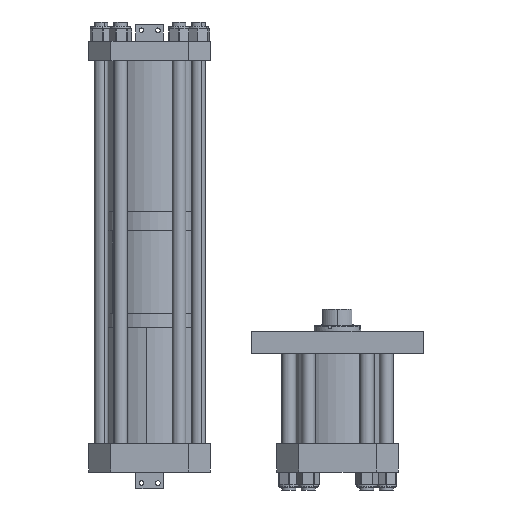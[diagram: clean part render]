
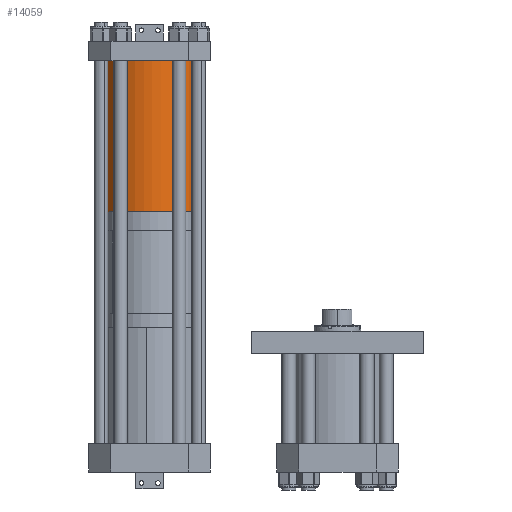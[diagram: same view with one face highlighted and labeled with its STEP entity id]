
A CAD part, front view. The second image highlights one B-rep face of the part: STEP entity #14059.
In plain terms, the highlighted cylindrical face has radius 114.3 mm (diameter 228.6 mm), a partial arc.
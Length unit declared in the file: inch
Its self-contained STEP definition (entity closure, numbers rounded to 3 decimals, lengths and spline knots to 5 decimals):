
#218 = VERTEX_POINT ( 'NONE', #9528 ) ;
#303 = CARTESIAN_POINT ( 'NONE',  ( 0., 0., 13.66 ) ) ;
#503 = AXIS2_PLACEMENT_3D ( 'NONE', #303, #3270, #12754 ) ;
#736 = EDGE_CURVE ( 'NONE', #11979, #6320, #5985, .T. ) ;
#839 = DIRECTION ( 'NONE',  ( 0., 0., -1. ) ) ;
#950 = DIRECTION ( 'NONE',  ( 0., 0., -1. ) ) ;
#1134 = VECTOR ( 'NONE', #839, 39.37008 ) ;
#1253 = DIRECTION ( 'NONE',  ( 0., 0., -1. ) ) ;
#1838 = CARTESIAN_POINT ( 'NONE',  ( -4.5, 0., 13.66 ) ) ;
#3270 = DIRECTION ( 'NONE',  ( 0., 0., 1. ) ) ;
#3272 = VERTEX_POINT ( 'NONE', #14878 ) ;
#3621 = CIRCLE ( 'NONE', #5087, 4.5 ) ;
#4288 = CARTESIAN_POINT ( 'NONE',  ( 0., 0., 0. ) ) ;
#4453 = ORIENTED_EDGE ( 'NONE', *, *, #6141, .F. ) ;
#4571 = CARTESIAN_POINT ( 'NONE',  ( 4.5, 0., 13.66 ) ) ;
#5087 = AXIS2_PLACEMENT_3D ( 'NONE', #4288, #13759, #5462 ) ;
#5462 = DIRECTION ( 'NONE',  ( 1., 0., 0. ) ) ;
#5985 = CIRCLE ( 'NONE', #503, 4.5 ) ;
#6141 = EDGE_CURVE ( 'NONE', #6320, #3272, #7713, .T. ) ;
#6204 = ORIENTED_EDGE ( 'NONE', *, *, #12909, .T. ) ;
#6320 = VERTEX_POINT ( 'NONE', #17567 ) ;
#6484 = DIRECTION ( 'NONE',  ( -1., 0., 0. ) ) ;
#6562 = AXIS2_PLACEMENT_3D ( 'NONE', #13503, #950, #6484 ) ;
#7444 = EDGE_LOOP ( 'NONE', ( #13630, #16337, #6204, #4453 ) ) ;
#7713 = LINE ( 'NONE', #1838, #1134 ) ;
#8005 = CYLINDRICAL_SURFACE ( 'NONE', #6562, 4.5 ) ;
#9528 = CARTESIAN_POINT ( 'NONE',  ( 4.5, 0., 0. ) ) ;
#9994 = CARTESIAN_POINT ( 'NONE',  ( 4.5, 0., 13.66 ) ) ;
#11979 = VERTEX_POINT ( 'NONE', #4571 ) ;
#12266 = EDGE_CURVE ( 'NONE', #11979, #218, #12456, .T. ) ;
#12456 = LINE ( 'NONE', #9994, #16151 ) ;
#12754 = DIRECTION ( 'NONE',  ( 1., 0., 0. ) ) ;
#12909 = EDGE_CURVE ( 'NONE', #218, #3272, #3621, .T. ) ;
#13425 = FACE_OUTER_BOUND ( 'NONE', #7444, .T. ) ;
#13503 = CARTESIAN_POINT ( 'NONE',  ( 0., 0., 13.66 ) ) ;
#13630 = ORIENTED_EDGE ( 'NONE', *, *, #736, .F. ) ;
#13759 = DIRECTION ( 'NONE',  ( 0., 0., 1. ) ) ;
#14059 = ADVANCED_FACE ( 'NONE', ( #13425 ), #8005, .T. ) ;
#14878 = CARTESIAN_POINT ( 'NONE',  ( -4.5, 0., 0. ) ) ;
#16151 = VECTOR ( 'NONE', #1253, 39.37008 ) ;
#16337 = ORIENTED_EDGE ( 'NONE', *, *, #12266, .T. ) ;
#17567 = CARTESIAN_POINT ( 'NONE',  ( -4.5, 0., 13.66 ) ) ;
